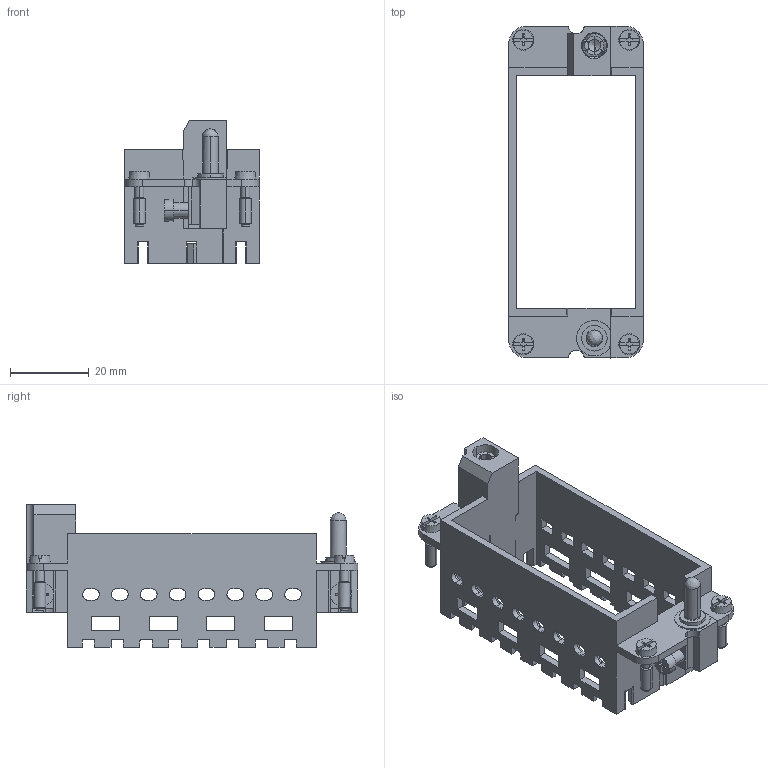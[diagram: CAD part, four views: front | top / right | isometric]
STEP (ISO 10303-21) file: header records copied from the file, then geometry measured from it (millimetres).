
FILE_DESCRIPTION(('CATIA V5 STEP Exchange','CAx-IF Rec.Pracs.--- Model Styling and Organization---1.4--- 2014-01-23'),'2;1');
FILE_NAME ('13146537_2', '2019-08-21T07:30:46+00:00', ('none'), ('Weidmueller'), 'CATIA Version 5-6 Release 2016 SP3 HF44', 'CATIA V5 STEP AP214', 'none');
FILE_SCHEMA(('AUTOMOTIVE_DESIGN { 1 0 10303 214 1 1 1 1 }'));
Length unit declared in the file: millimetre
Products named in the file (1): 1429010000
Bounding box: 34.25 x 84.5 x 36.4 mm (x, y, z)
Volume: 14145.3 mm3; surface area: 16976.4 mm2
Topology: 1 solids, 2 shells, 794 faces, 2261 edges, 1490 vertices
Faces by surface type: plane 541, cylinder 151, cone 73, bspline 29
Entity records: 27180 total; most frequent: CARTESIAN_POINT 6988, ORIENTED_EDGE 4506, DIRECTION 3542, EDGE_CURVE 2253, VECTOR 1695, LINE 1695, VERTEX_POINT 1490, AXIS2_PLACEMENT_3D 1093
